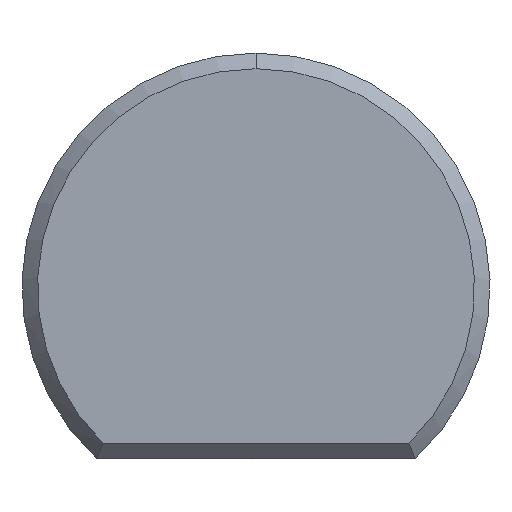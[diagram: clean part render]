
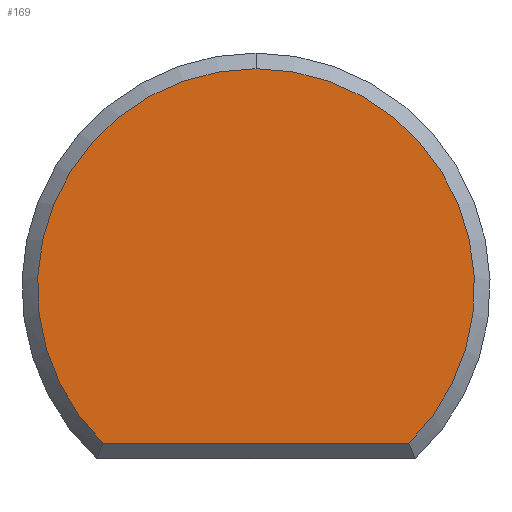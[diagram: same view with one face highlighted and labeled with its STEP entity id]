
A CAD part, front view. The second image highlights one B-rep face of the part: STEP entity #169.
In plain terms, the highlighted planar face has unit normal (0, -1, 0).
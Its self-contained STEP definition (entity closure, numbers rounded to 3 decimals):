
#7 = CARTESIAN_POINT ( 'NONE',  ( 0., 0., 2.8 ) ) ;
#13 = CARTESIAN_POINT ( 'NONE',  ( 0., 0., 0. ) ) ;
#18 = VERTEX_POINT ( 'NONE', #7 ) ;
#31 = AXIS2_PLACEMENT_3D ( 'NONE', #40, #98, #218 ) ;
#34 = VERTEX_POINT ( 'NONE', #82 ) ;
#40 = CARTESIAN_POINT ( 'NONE',  ( 0., 0., 0. ) ) ;
#65 = EDGE_CURVE ( 'NONE', #100, #34, #116, .T. ) ;
#79 = CIRCLE ( 'NONE', #31, 2.8 ) ;
#82 = CARTESIAN_POINT ( 'NONE',  ( 1.96, 0., -2. ) ) ;
#86 = VECTOR ( 'NONE', #177, 1000. ) ;
#98 = DIRECTION ( 'NONE',  ( 0., -1., 0. ) ) ;
#100 = VERTEX_POINT ( 'NONE', #233 ) ;
#103 = CARTESIAN_POINT ( 'NONE',  ( 0., 0., -2. ) ) ;
#111 = DIRECTION ( 'NONE',  ( 0., 1., 0. ) ) ;
#116 = LINE ( 'NONE', #103, #86 ) ;
#130 = ORIENTED_EDGE ( 'NONE', *, *, #238, .T. ) ;
#138 = ORIENTED_EDGE ( 'NONE', *, *, #163, .T. ) ;
#158 = ORIENTED_EDGE ( 'NONE', *, *, #65, .T. ) ;
#163 = EDGE_CURVE ( 'NONE', #18, #100, #242, .T. ) ;
#164 = AXIS2_PLACEMENT_3D ( 'NONE', #186, #111, #250 ) ;
#169 = ADVANCED_FACE ( 'NONE', ( #209 ), #231, .F. ) ;
#177 = DIRECTION ( 'NONE',  ( 1., 0., 0. ) ) ;
#186 = CARTESIAN_POINT ( 'NONE',  ( 0., 0., 0. ) ) ;
#201 = AXIS2_PLACEMENT_3D ( 'NONE', #13, #248, #251 ) ;
#209 = FACE_OUTER_BOUND ( 'NONE', #259, .T. ) ;
#218 = DIRECTION ( 'NONE',  ( 0., 0., 1. ) ) ;
#231 = PLANE ( 'NONE',  #164 ) ;
#233 = CARTESIAN_POINT ( 'NONE',  ( -1.96, 0., -2. ) ) ;
#238 = EDGE_CURVE ( 'NONE', #34, #18, #79, .T. ) ;
#242 = CIRCLE ( 'NONE', #201, 2.8 ) ;
#248 = DIRECTION ( 'NONE',  ( 0., -1., 0. ) ) ;
#250 = DIRECTION ( 'NONE',  ( 0., 0., 1. ) ) ;
#251 = DIRECTION ( 'NONE',  ( 0., 0., 1. ) ) ;
#259 = EDGE_LOOP ( 'NONE', ( #130, #138, #158 ) ) ;
